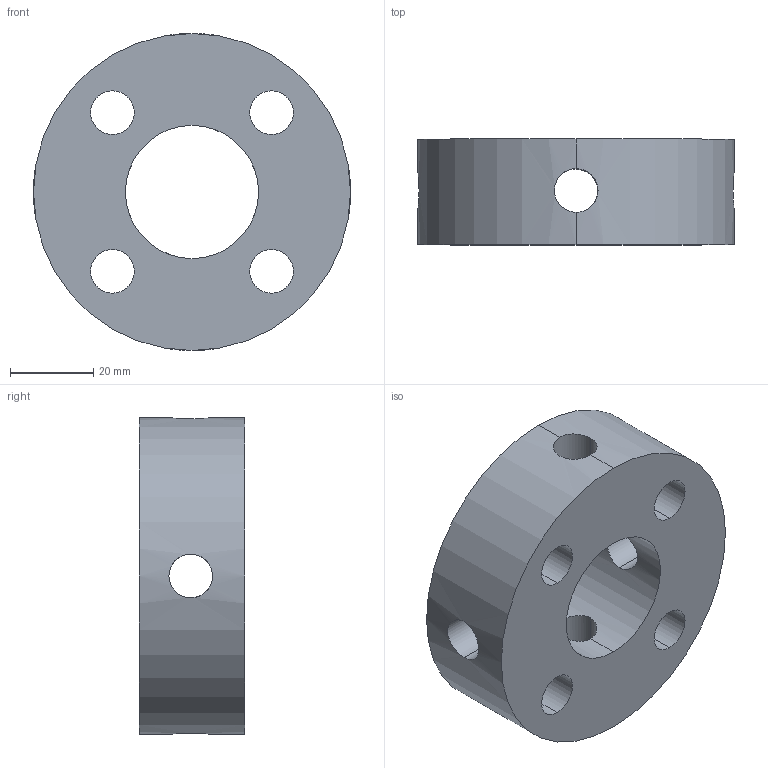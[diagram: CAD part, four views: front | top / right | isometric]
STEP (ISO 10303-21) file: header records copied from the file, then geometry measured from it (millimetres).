
FILE_DESCRIPTION (( 'STEP AP203' ), '1' );
FILE_NAME ('DriveCollar.STEP', '2012-06-05T18:21:04', ( '' ), ( '' ), 'SwSTEP 2.0', 'SolidWorks 2010', '' );
FILE_SCHEMA (( 'CONFIG_CONTROL_DESIGN' ));
Length unit declared in the file: millimetre
Products named in the file (1): DriveCollar
Bounding box: 76.2 x 25.4 x 76.2 mm (x, y, z)
Volume: 78909.1 mm3; surface area: 21056.6 mm2
Topology: 1 solids, 1 shells, 22 faces, 72 edges, 48 vertices
Faces by surface type: cylinder 20, plane 2
Entity records: 1483 total; most frequent: CARTESIAN_POINT 761, ORIENTED_EDGE 144, DIRECTION 118, EDGE_CURVE 72, VERTEX_POINT 48, AXIS2_PLACEMENT_3D 47, EDGE_LOOP 36, VECTOR 24
